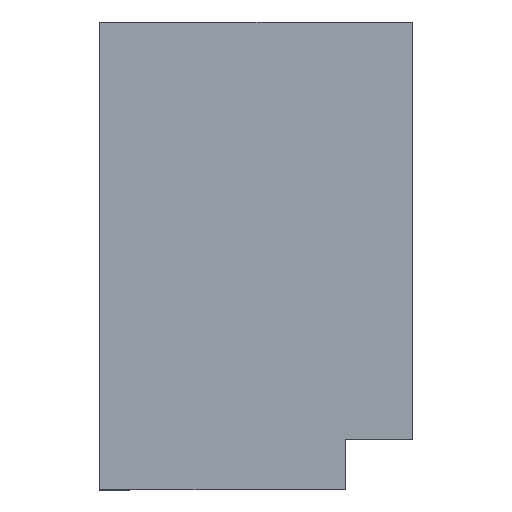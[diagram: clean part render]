
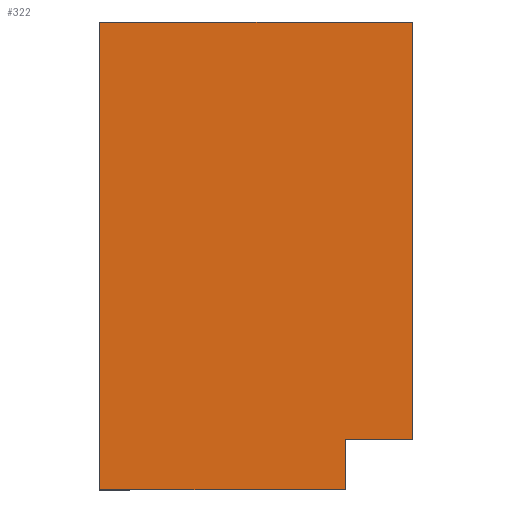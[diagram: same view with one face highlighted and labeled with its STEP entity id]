
A CAD part, top view. The second image highlights one B-rep face of the part: STEP entity #322.
In plain terms, the highlighted planar face has unit normal (0, 0, 1).
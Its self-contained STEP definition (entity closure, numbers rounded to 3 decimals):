
#2 = CARTESIAN_POINT ( 'NONE',  ( -435., -690., 60. ) ) ;
#4 = CARTESIAN_POINT ( 'NONE',  ( 290., -540., 60. ) ) ;
#6 = PLANE ( 'NONE',  #113 ) ;
#14 = VECTOR ( 'NONE', #71, 1000. ) ;
#16 = ORIENTED_EDGE ( 'NONE', *, *, #191, .T. ) ;
#24 = VERTEX_POINT ( 'NONE', #362 ) ;
#46 = LINE ( 'NONE', #256, #330 ) ;
#52 = DIRECTION ( 'NONE',  ( -1., 0., 0. ) ) ;
#71 = DIRECTION ( 'NONE',  ( 0., -1., 0. ) ) ;
#76 = CARTESIAN_POINT ( 'NONE',  ( 487., 690., 60. ) ) ;
#85 = VERTEX_POINT ( 'NONE', #2 ) ;
#107 = LINE ( 'NONE', #282, #14 ) ;
#108 = VERTEX_POINT ( 'NONE', #76 ) ;
#113 = AXIS2_PLACEMENT_3D ( 'NONE', #287, #378, #411 ) ;
#130 = EDGE_LOOP ( 'NONE', ( #145, #305, #373, #16, #193, #265 ) ) ;
#140 = EDGE_CURVE ( 'NONE', #161, #250, #107, .T. ) ;
#144 = LINE ( 'NONE', #311, #171 ) ;
#145 = ORIENTED_EDGE ( 'NONE', *, *, #251, .T. ) ;
#148 = VECTOR ( 'NONE', #313, 1000. ) ;
#161 = VERTEX_POINT ( 'NONE', #4 ) ;
#164 = EDGE_CURVE ( 'NONE', #344, #85, #357, .T. ) ;
#171 = VECTOR ( 'NONE', #280, 1000. ) ;
#177 = VECTOR ( 'NONE', #52, 1000. ) ;
#191 = EDGE_CURVE ( 'NONE', #24, #108, #144, .T. ) ;
#193 = ORIENTED_EDGE ( 'NONE', *, *, #430, .T. ) ;
#213 = CARTESIAN_POINT ( 'NONE',  ( -435., 0., 60. ) ) ;
#222 = CARTESIAN_POINT ( 'NONE',  ( 500., -540., 60. ) ) ;
#227 = CARTESIAN_POINT ( 'NONE',  ( -435., 690., 60. ) ) ;
#250 = VERTEX_POINT ( 'NONE', #286 ) ;
#251 = EDGE_CURVE ( 'NONE', #85, #250, #46, .T. ) ;
#256 = CARTESIAN_POINT ( 'NONE',  ( 0., -690., 60. ) ) ;
#265 = ORIENTED_EDGE ( 'NONE', *, *, #164, .T. ) ;
#280 = DIRECTION ( 'NONE',  ( 0., 1., 0. ) ) ;
#282 = CARTESIAN_POINT ( 'NONE',  ( 290., -690., 60. ) ) ;
#286 = CARTESIAN_POINT ( 'NONE',  ( 290., -690., 60. ) ) ;
#287 = CARTESIAN_POINT ( 'NONE',  ( 0., 0., 60. ) ) ;
#305 = ORIENTED_EDGE ( 'NONE', *, *, #140, .F. ) ;
#311 = CARTESIAN_POINT ( 'NONE',  ( 487., 0., 60. ) ) ;
#313 = DIRECTION ( 'NONE',  ( -1., 0., 0. ) ) ;
#316 = EDGE_CURVE ( 'NONE', #24, #161, #317, .T. ) ;
#317 = LINE ( 'NONE', #222, #148 ) ;
#322 = ADVANCED_FACE ( 'NONE', ( #384 ), #6, .F. ) ;
#329 = CARTESIAN_POINT ( 'NONE',  ( 0., 690., 60. ) ) ;
#330 = VECTOR ( 'NONE', #370, 1000. ) ;
#344 = VERTEX_POINT ( 'NONE', #227 ) ;
#349 = LINE ( 'NONE', #329, #177 ) ;
#357 = LINE ( 'NONE', #213, #421 ) ;
#362 = CARTESIAN_POINT ( 'NONE',  ( 487., -540., 60. ) ) ;
#370 = DIRECTION ( 'NONE',  ( 1., 0., 0. ) ) ;
#373 = ORIENTED_EDGE ( 'NONE', *, *, #316, .F. ) ;
#378 = DIRECTION ( 'NONE',  ( 0., 0., -1. ) ) ;
#384 = FACE_OUTER_BOUND ( 'NONE', #130, .T. ) ;
#406 = DIRECTION ( 'NONE',  ( 0., -1., 0. ) ) ;
#411 = DIRECTION ( 'NONE',  ( -1., 0., 0. ) ) ;
#421 = VECTOR ( 'NONE', #406, 1000. ) ;
#430 = EDGE_CURVE ( 'NONE', #108, #344, #349, .T. ) ;
